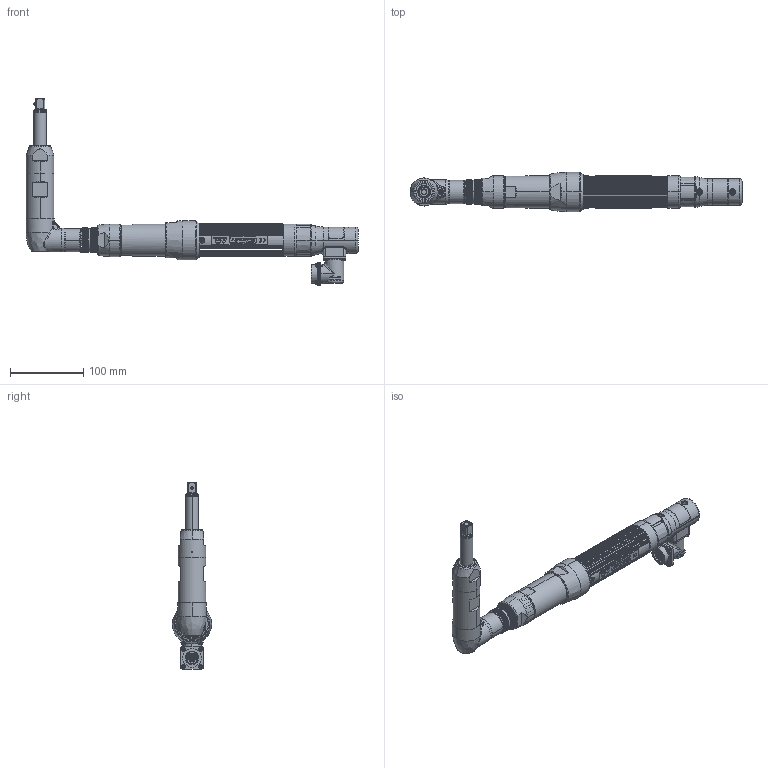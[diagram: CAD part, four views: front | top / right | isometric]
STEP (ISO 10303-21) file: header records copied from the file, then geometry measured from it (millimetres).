
FILE_DESCRIPTION((''),'2;1');
FILE_NAME('EB34MA19F2-70','2018-10-19T08:15:46',('CEG0317'),(''),'CREO PARAMETRIC BY PTC INC, 2017380','CREO PARAMETRIC BY PTC INC, 2017380','');
FILE_SCHEMA(('CONFIG_CONTROL_DESIGN'));
Length unit declared in the file: inch
Products named in the file (1): EB34MA19F2-70
Bounding box: 452.31 x 53.48 x 253.95 mm (x, y, z)
Surface area: 98331.4 mm2 (no closed solid volume)
Topology: 0 solids, 180 shells, 962 faces, 4758 edges, 3906 vertices
Faces by surface type: cylinder 391, plane 377, bspline 72, torus 61, cone 59, sphere 2
Entity records: 55401 total; most frequent: CARTESIAN_POINT 20509, DIRECTION 6589, ORIENTED_EDGE 6237, EDGE_CURVE 4758, VERTEX_POINT 3906, VECTOR 2439, LINE 2439, AXIS2_PLACEMENT_3D 2075
